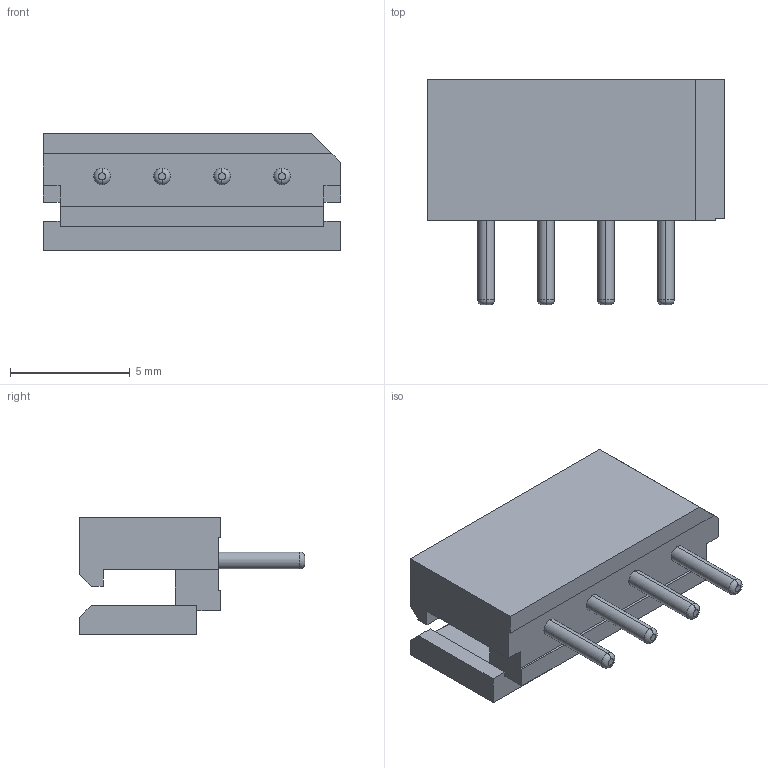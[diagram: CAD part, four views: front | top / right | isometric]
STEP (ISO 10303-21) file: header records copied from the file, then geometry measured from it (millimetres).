
FILE_DESCRIPTION (( 'STEP AP214' ), '1' );
FILE_NAME ('22035045.STEP', '2024-02-28T03:08:47', ( '' ), ( '' ), 'SwSTEP 2.0', 'SolidWorks 2021', '' );
FILE_SCHEMA (( 'AUTOMOTIVE_DESIGN' ));
Length unit declared in the file: millimetre
Products named in the file (1): 22035045
Bounding box: 12.4 x 9.4 x 4.9 mm (x, y, z)
Volume: 188.3 mm3; surface area: 512.9 mm2
Topology: 5 solids, 5 shells, 92 faces, 224 edges, 142 vertices
Faces by surface type: plane 60, cylinder 16, torus 16
Entity records: 3422 total; most frequent: DIRECTION 474, CARTESIAN_POINT 459, ORIENTED_EDGE 448, EDGE_CURVE 224, LINE 160, VECTOR 160, AXIS2_PLACEMENT_3D 157, VERTEX_POINT 142
